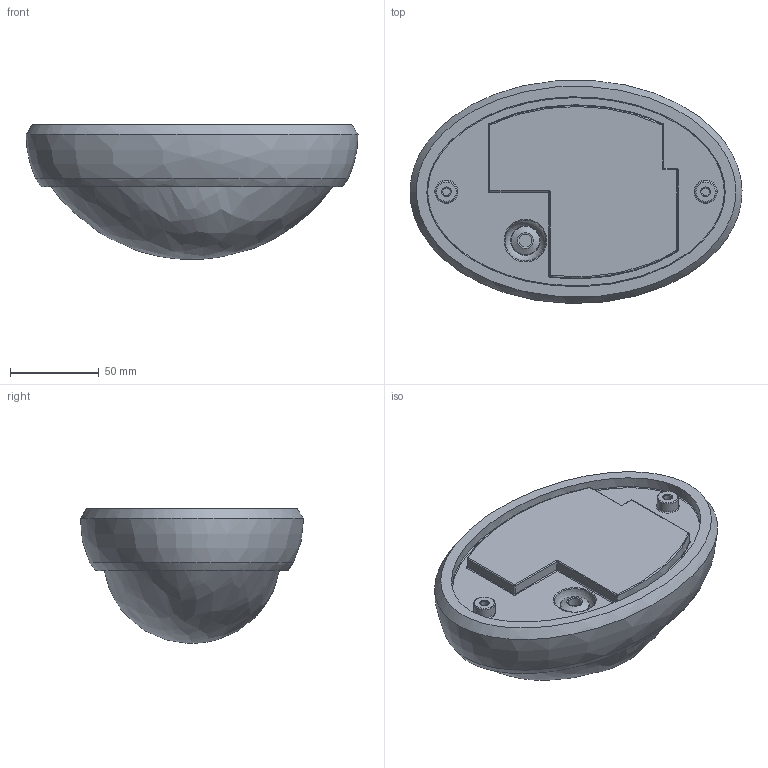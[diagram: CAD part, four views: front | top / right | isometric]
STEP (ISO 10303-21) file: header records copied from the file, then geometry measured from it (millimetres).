
FILE_DESCRIPTION (( 'STEP AP203' ), '1' );
FILE_NAME ('LDPO0-3020-8-4500-K01 Ñâåòèëüíèê ñâåòîäèîäíûé ÄÏÎ 3020 8Âò 4500K IP54 îâàë ïëàñòèê áåëûé IEK.STEP', '2018-01-22T08:13:15', ( '' ), ( '' ), 'SwSTEP 2.0', 'SolidWorks 2014', '' );
FILE_SCHEMA (( 'CONFIG_CONTROL_DESIGN' ));
Length unit declared in the file: millimetre
Products named in the file (1): LDPO0-3020-8-4500-K01 Ñâåòèëüíèê ñâåòîäèîäíûé ÄÏÎ 3020 8Âò 4500K IP54 îâàë ïëàñòèê áåëûé IEK
Bounding box: 186.99 x 125.68 x 75.88 mm (x, y, z)
Volume: 218947.9 mm3; surface area: 131153.6 mm2
Topology: 1 solids, 2 shells, 84 faces, 176 edges, 99 vertices
Faces by surface type: cylinder 26, torus 19, plane 15, bspline 15, sphere 8, cone 1
Full cylindrical faces by diameter (mm): 4.4 x2, 7.4 x1, 12 x2, 16.5 x1
Entity records: 12616 total; most frequent: CARTESIAN_POINT 10957, DIRECTION 338, ORIENTED_EDGE 278, AXIS2_PLACEMENT_3D 149, EDGE_CURVE 139, EDGE_LOOP 120, FACE_OUTER_BOUND 108, VERTEX_POINT 91
